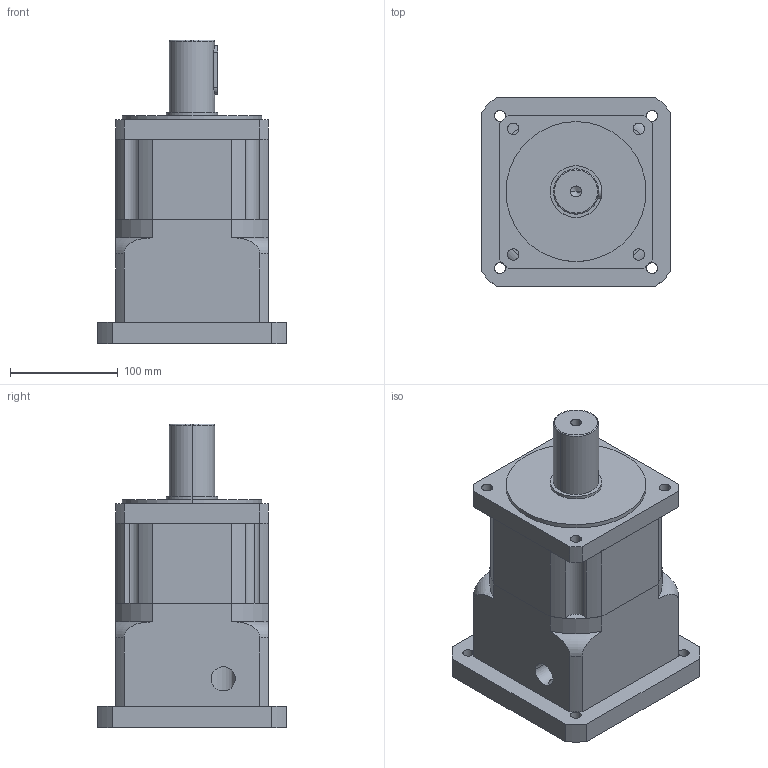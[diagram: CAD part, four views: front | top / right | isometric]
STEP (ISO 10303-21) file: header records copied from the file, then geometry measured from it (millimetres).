
FILE_DESCRIPTION (( 'STEP AP214' ), '1' );
FILE_NAME ('DA150-PX-L1-XX-42-114.3-200-M12_2019.STEP', '2019-03-13T05:34:41', ( 'Y' ), ( 'NCU' ), 'SwSTEP 2.0', 'SolidWorks 2016', '' );
FILE_SCHEMA (( 'AUTOMOTIVE_DESIGN' ));
Length unit declared in the file: millimetre
Products named in the file (1): DA150-PX-L1-XX-42-114.3-200-M12_2019
Bounding box: 176 x 176 x 282 mm (x, y, z)
Volume: 3818540.8 mm3; surface area: 363786.3 mm2
Topology: 3 solids, 7 shells, 268 faces, 643 edges, 414 vertices
Faces by surface type: cylinder 141, plane 103, cone 18, torus 6
Entity records: 9634 total; most frequent: CARTESIAN_POINT 2120, DIRECTION 1442, ORIENTED_EDGE 1266, EDGE_CURVE 633, AXIS2_PLACEMENT_3D 568, VERTEX_POINT 414, EDGE_LOOP 327, LINE 306
